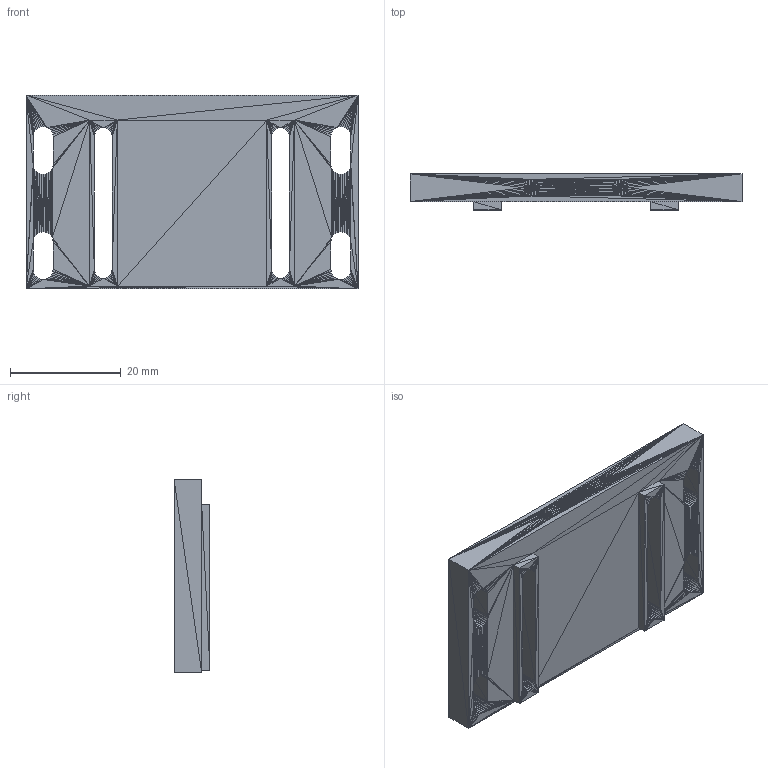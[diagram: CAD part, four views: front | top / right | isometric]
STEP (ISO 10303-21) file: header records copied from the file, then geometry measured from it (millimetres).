
FILE_DESCRIPTION(('FreeCAD Model'),'2;1');
FILE_NAME('mount_plate_v3.step','2015-04-15T10:08:54',('FreeCAD'),('FreeCAD' ),'Open CASCADE STEP processor 6.6','FreeCAD','Unknown');
FILE_SCHEMA(('AUTOMOTIVE_DESIGN_CC2 { 1 2 10303 214 -1 1 5 4 }'));
Length unit declared in the file: millimetre
Products named in the file (1): hotend_dual_back_v3001
Bounding box: 60 x 6.5 x 35 mm (x, y, z)
Surface area: 6050.2 mm2 (no closed solid volume)
Topology: 0 solids, 1 shells, 1220 faces, 1830 edges, 600 vertices
Faces by surface type: plane 1220
Entity records: 46075 total; most frequent: CARTESIAN_POINT 8825, DIRECTION 6418, LINE 3976, VECTOR 3976, ORIENTED_EDGE 3660, PCURVE 3660, DEFINITIONAL_REPRESENTATION 3660, EDGE_CURVE 1830
